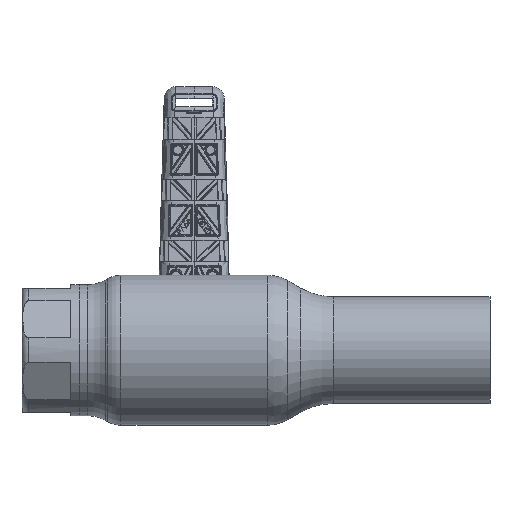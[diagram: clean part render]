
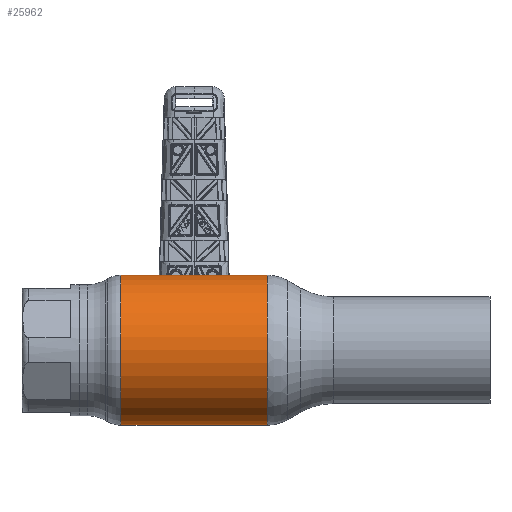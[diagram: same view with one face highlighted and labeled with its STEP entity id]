
A CAD part, front view. The second image highlights one B-rep face of the part: STEP entity #25962.
In plain terms, the highlighted cylindrical face has radius 34 mm (diameter 68 mm), a partial arc.
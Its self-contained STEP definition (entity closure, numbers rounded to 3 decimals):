
#1473 = CARTESIAN_POINT ( 'NONE',  ( -62.69, 0., -34. ) ) ;
#3955 = ORIENTED_EDGE ( 'NONE', *, *, #24781, .F. ) ;
#4086 = AXIS2_PLACEMENT_3D ( 'NONE', #6687, #77558, #49757 ) ;
#6687 = CARTESIAN_POINT ( 'NONE',  ( -62.69, 0., 0. ) ) ;
#9026 = DIRECTION ( 'NONE',  ( 0., 0., 1. ) ) ;
#10582 = CARTESIAN_POINT ( 'NONE',  ( 33.177, 0., 34. ) ) ;
#10956 = VERTEX_POINT ( 'NONE', #54516 ) ;
#13377 = CARTESIAN_POINT ( 'NONE',  ( 33.177, 0., 0. ) ) ;
#13563 = VECTOR ( 'NONE', #89410, 1000. ) ;
#15982 = CARTESIAN_POINT ( 'NONE',  ( -33.177, 0., 0. ) ) ;
#24781 = EDGE_CURVE ( 'NONE', #50177, #10956, #45465, .T. ) ;
#25962 = ADVANCED_FACE ( 'NONE', ( #70606 ), #28914, .T. ) ;
#26160 = ORIENTED_EDGE ( 'NONE', *, *, #75148, .T. ) ;
#28914 = CYLINDRICAL_SURFACE ( 'NONE', #4086, 34. ) ;
#34935 = CIRCLE ( 'NONE', #65932, 34. ) ;
#35673 = DIRECTION ( 'NONE',  ( -1., 0., 0. ) ) ;
#36872 = VERTEX_POINT ( 'NONE', #10582 ) ;
#42113 = EDGE_CURVE ( 'NONE', #47749, #50177, #62646, .T. ) ;
#45465 = CIRCLE ( 'NONE', #58765, 34. ) ;
#47749 = VERTEX_POINT ( 'NONE', #89644 ) ;
#48257 = ORIENTED_EDGE ( 'NONE', *, *, #85790, .T. ) ;
#49757 = DIRECTION ( 'NONE',  ( 0., 0., 1. ) ) ;
#50177 = VERTEX_POINT ( 'NONE', #56417 ) ;
#51262 = EDGE_LOOP ( 'NONE', ( #69967, #48257, #26160, #3955 ) ) ;
#52531 = VECTOR ( 'NONE', #77917, 1000. ) ;
#53814 = CARTESIAN_POINT ( 'NONE',  ( -62.69, 0., 34. ) ) ;
#54516 = CARTESIAN_POINT ( 'NONE',  ( -33.177, 0., 34. ) ) ;
#56417 = CARTESIAN_POINT ( 'NONE',  ( -33.177, 0., -34. ) ) ;
#58765 = AXIS2_PLACEMENT_3D ( 'NONE', #15982, #84569, #9026 ) ;
#60758 = LINE ( 'NONE', #53814, #13563 ) ;
#62646 = LINE ( 'NONE', #1473, #52531 ) ;
#63926 = DIRECTION ( 'NONE',  ( 0., 0., 1. ) ) ;
#65932 = AXIS2_PLACEMENT_3D ( 'NONE', #13377, #35673, #63926 ) ;
#69967 = ORIENTED_EDGE ( 'NONE', *, *, #42113, .F. ) ;
#70606 = FACE_OUTER_BOUND ( 'NONE', #51262, .T. ) ;
#75148 = EDGE_CURVE ( 'NONE', #36872, #10956, #60758, .T. ) ;
#77558 = DIRECTION ( 'NONE',  ( -1., 0., 0. ) ) ;
#77917 = DIRECTION ( 'NONE',  ( -1., 0., 0. ) ) ;
#84569 = DIRECTION ( 'NONE',  ( -1., 0., 0. ) ) ;
#85790 = EDGE_CURVE ( 'NONE', #47749, #36872, #34935, .T. ) ;
#89410 = DIRECTION ( 'NONE',  ( -1., 0., 0. ) ) ;
#89644 = CARTESIAN_POINT ( 'NONE',  ( 33.177, 0., -34. ) ) ;
